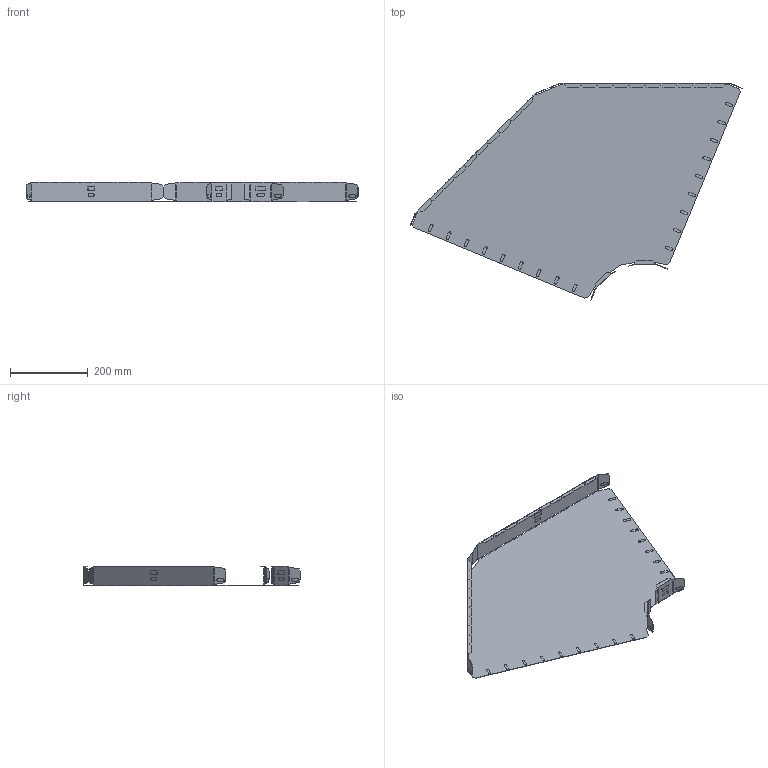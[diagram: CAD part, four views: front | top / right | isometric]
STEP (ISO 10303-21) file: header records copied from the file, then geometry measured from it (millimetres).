
FILE_DESCRIPTION(/* description */ (''),/* implementation_level */ '2;1');
FILE_NAME(/* name */ '485380.stp',/* time_stamp */ '2023-12-19T13:50:16+01:00',/* author */ ('bonnaudn'),/* organization */ (''),/* preprocessor_version */ 'ST-DEVELOPER v19.2',/* originating_system */ 'AutoCAD Mechanical',/* authorisation */ '');
FILE_SCHEMA (('AUTOMOTIVE_DESIGN { 1 0 10303 214 3 1 1 }'));
Length unit declared in the file: millimetre
Products named in the file (1): Product
Bounding box: 851.98 x 558.13 x 50.3 mm (x, y, z)
Volume: 284575 mm3; surface area: 724519.1 mm2
Topology: 1 solids, 61 shells, 584 faces, 2190 edges, 1540 vertices
Faces by surface type: plane 581, cylinder 3
Entity records: 23177 total; most frequent: CARTESIAN_POINT 4315, ORIENTED_EDGE 4140, DIRECTION 3470, EDGE_CURVE 2190, LINE 2080, VECTOR 2080, VERTEX_POINT 1540, AXIS2_PLACEMENT_3D 695
